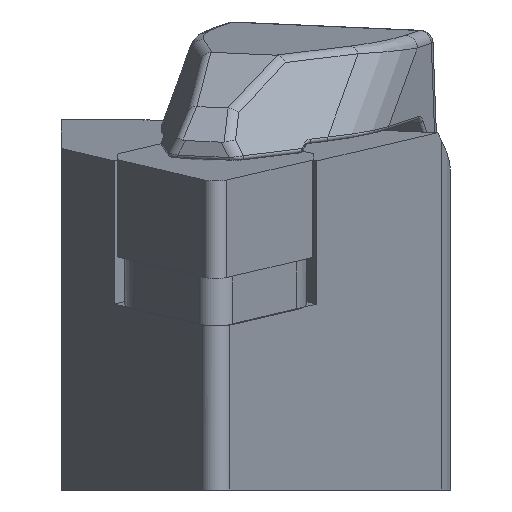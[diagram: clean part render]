
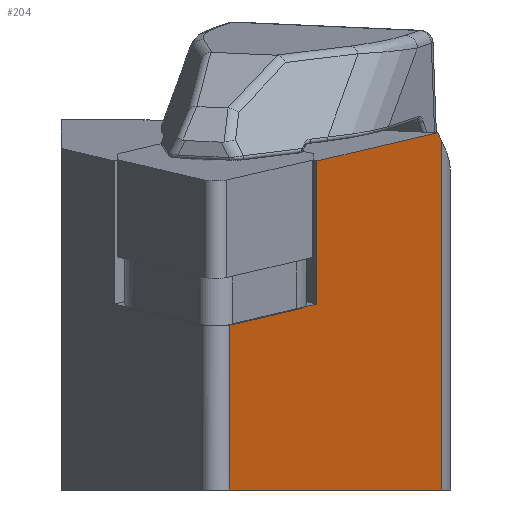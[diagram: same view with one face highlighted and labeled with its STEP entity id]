
A CAD part, left-side view. The second image highlights one B-rep face of the part: STEP entity #204.
In plain terms, the highlighted planar face has unit normal (-0.458, -0.887, -0.056).
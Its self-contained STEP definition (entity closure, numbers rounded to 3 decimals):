
#204=ADVANCED_FACE('',(#397),#339,.F.);
#339=PLANE('',#2335);
#397=FACE_OUTER_BOUND('',#527,.T.);
#527=EDGE_LOOP('',(#1056,#1057,#1058,#1059,#1060,#1061,#1062,#1063));
#667=LINE('',#3282,#855);
#671=LINE('',#3291,#859);
#676=LINE('',#3303,#864);
#677=LINE('',#3304,#865);
#678=LINE('',#3306,#866);
#679=LINE('',#3308,#867);
#680=LINE('',#3310,#868);
#681=LINE('',#3312,#869);
#855=VECTOR('',#2592,1.);
#859=VECTOR('',#2598,1.);
#864=VECTOR('',#2607,1.);
#865=VECTOR('',#2608,1.);
#866=VECTOR('',#2609,1.);
#867=VECTOR('',#2610,1.);
#868=VECTOR('',#2611,1.);
#869=VECTOR('',#2612,1.);
#1056=ORIENTED_EDGE('',*,*,#1932,.F.);
#1057=ORIENTED_EDGE('',*,*,#1922,.T.);
#1058=ORIENTED_EDGE('',*,*,#1933,.F.);
#1059=ORIENTED_EDGE('',*,*,#1934,.F.);
#1060=ORIENTED_EDGE('',*,*,#1935,.F.);
#1061=ORIENTED_EDGE('',*,*,#1936,.F.);
#1062=ORIENTED_EDGE('',*,*,#1937,.F.);
#1063=ORIENTED_EDGE('',*,*,#1926,.F.);
#1713=VERTEX_POINT('',#3280);
#1715=VERTEX_POINT('',#3283);
#1718=VERTEX_POINT('',#3290);
#1719=VERTEX_POINT('',#3292);
#1724=VERTEX_POINT('',#3305);
#1725=VERTEX_POINT('',#3307);
#1726=VERTEX_POINT('',#3309);
#1727=VERTEX_POINT('',#3311);
#1922=EDGE_CURVE('',#1715,#1713,#667,.T.);
#1926=EDGE_CURVE('',#1718,#1719,#671,.T.);
#1932=EDGE_CURVE('',#1715,#1718,#676,.T.);
#1933=EDGE_CURVE('',#1724,#1713,#677,.T.);
#1934=EDGE_CURVE('',#1725,#1724,#678,.T.);
#1935=EDGE_CURVE('',#1726,#1725,#679,.T.);
#1936=EDGE_CURVE('',#1727,#1726,#680,.T.);
#1937=EDGE_CURVE('',#1719,#1727,#681,.T.);
#2335=AXIS2_PLACEMENT_3D('',#3313,#2613,#2614);
#2592=DIRECTION('',(-0.88,0.462,-0.108));
#2598=DIRECTION('',(0.88,-0.462,0.108));
#2607=DIRECTION('',(-0.122,0.,0.993));
#2608=DIRECTION('',(0.88,-0.462,0.108));
#2609=DIRECTION('',(-0.122,0.,0.993));
#2610=DIRECTION('',(-0.888,0.459,0.));
#2611=DIRECTION('',(0.122,0.,-0.993));
#2612=DIRECTION('',(0.711,-0.328,-0.622));
#2613=DIRECTION('',(0.458,0.887,0.056));
#2614=DIRECTION('',(-0.888,0.459,0.));
#3280=CARTESIAN_POINT('',(12.622,-15.759,-8.148));
#3282=CARTESIAN_POINT('',(29.545,-24.635,-6.07));
#3283=CARTESIAN_POINT('',(14.108,-16.539,-7.966));
#3290=CARTESIAN_POINT('',(12.971,-16.539,1.295));
#3291=CARTESIAN_POINT('',(28.408,-24.635,3.19));
#3292=CARTESIAN_POINT('',(27.854,-24.345,3.122));
#3303=CARTESIAN_POINT('',(17.797,-16.539,-38.01));
#3304=CARTESIAN_POINT('',(29.545,-24.635,-6.07));
#3305=CARTESIAN_POINT('',(3.332,-10.887,-9.289));
#3306=CARTESIAN_POINT('',(7.021,-10.887,-39.333));
#3307=CARTESIAN_POINT('',(4.647,-10.887,-20.));
#3308=CARTESIAN_POINT('',(32.817,-25.442,-20.));
#3309=CARTESIAN_POINT('',(31.255,-24.635,-20.));
#3310=CARTESIAN_POINT('',(33.234,-24.635,-36.115));
#3311=CARTESIAN_POINT('',(28.484,-24.635,2.571));
#3312=CARTESIAN_POINT('',(47.995,-33.633,-14.499));
#3313=CARTESIAN_POINT('',(33.234,-24.635,-36.115));
